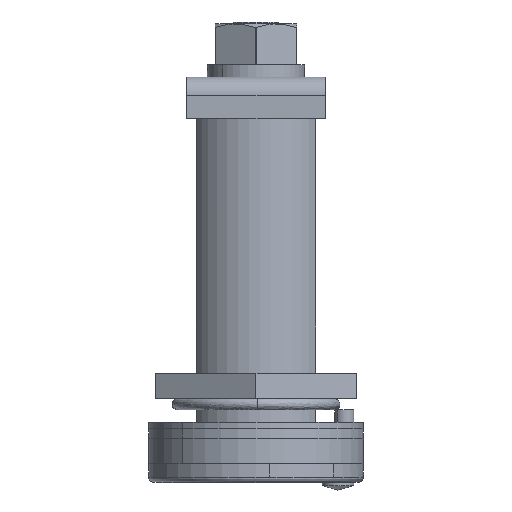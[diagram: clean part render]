
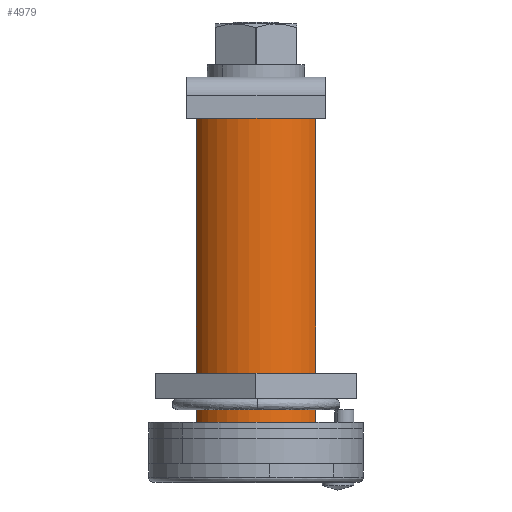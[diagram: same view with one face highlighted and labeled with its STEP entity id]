
A CAD part, top view. The second image highlights one B-rep face of the part: STEP entity #4979.
In plain terms, the highlighted free-form (B-spline) face has degree [1, 2] with [2, 3] control points.
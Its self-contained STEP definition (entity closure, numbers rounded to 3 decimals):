
#2725=CARTESIAN_POINT('',(7.,9.5,-5.545));
#2726=VERTEX_POINT('',#2725);
#2761=CARTESIAN_POINT('',(58.0,9.5,-5.545));
#2762=VERTEX_POINT('',#2761);
#2776=CARTESIAN_POINT('',(7.,9.5,-5.545));
#2777=CARTESIAN_POINT('',(58.0,9.5,-5.545));
#2778=QUASI_UNIFORM_CURVE('',1,(#2776,#2777),.UNSPECIFIED.,.F.,.U.);
#2779=EDGE_CURVE('',#2726,#2762,#2778,.T.);
#2789=CARTESIAN_POINT('',(7.,-9.5,-5.545));
#2790=VERTEX_POINT('',#2789);
#2791=CARTESIAN_POINT('',(58.0,-9.5,-5.545));
#2792=VERTEX_POINT('',#2791);
#2793=CARTESIAN_POINT('',(7.,-9.5,-5.545));
#2794=CARTESIAN_POINT('',(58.0,-9.5,-5.545));
#2795=QUASI_UNIFORM_CURVE('',1,(#2793,#2794),.UNSPECIFIED.,.F.,.U.);
#2796=EDGE_CURVE('',#2790,#2792,#2795,.T.);
#4653=CARTESIAN_POINT('',(7.,9.5,-5.545));
#4654=CARTESIAN_POINT('',(7.,9.079,-6.267));
#4655=CARTESIAN_POINT('',(7.,8.268,-7.35));
#4656=CARTESIAN_POINT('',(7.,6.926,-8.588));
#4657=CARTESIAN_POINT('',(7.,5.455,-9.618));
#4658=CARTESIAN_POINT('',(7.,3.985,-10.303));
#4659=CARTESIAN_POINT('',(7.,2.233,-10.808));
#4660=CARTESIAN_POINT('',(7.,0.511,-11.056));
#4661=CARTESIAN_POINT('',(7.,-1.497,-10.957));
#4662=CARTESIAN_POINT('',(7.,-3.277,-10.544));
#4663=CARTESIAN_POINT('',(7.,-5.169,-9.792));
#4664=CARTESIAN_POINT('',(7.,-6.988,-8.615));
#4665=CARTESIAN_POINT('',(7.,-8.517,-7.046));
#4666=CARTESIAN_POINT('',(7.,-9.229,-6.009));
#4667=CARTESIAN_POINT('',(7.,-9.5,-5.545));
#4668=B_SPLINE_CURVE_WITH_KNOTS('',3,(#4653,#4654,#4655,#4656,#4657,#4658,#4659,#4660,#4661,#4662,#4663,#4664,#4665,#4666,#4667),.UNSPECIFIED.,.F.,.U.,(4,1,1,1,1,1,1,1,1,1,1,1,4),(0.,2.508,4.031,5.465,7.883,8.869,10.929,13.079,14.871,16.394,19.171,21.321,22.934),.UNSPECIFIED.);
#4669=EDGE_CURVE('',#2726,#2790,#4668,.T.);
#4913=CARTESIAN_POINT('',(58.0,9.5,-5.545));
#4914=CARTESIAN_POINT('',(58.,9.079,-6.267));
#4915=CARTESIAN_POINT('',(58.,8.106,-7.567));
#4916=CARTESIAN_POINT('',(58.,6.464,-8.974));
#4917=CARTESIAN_POINT('',(58.,4.681,-10.017));
#4918=CARTESIAN_POINT('',(58.,2.964,-10.652));
#4919=CARTESIAN_POINT('',(58.,1.049,-10.999));
#4920=CARTESIAN_POINT('',(58.,-1.02,-11.033));
#4921=CARTESIAN_POINT('',(58.,-3.086,-10.633));
#4922=CARTESIAN_POINT('',(58.,-4.972,-9.864));
#4923=CARTESIAN_POINT('',(58.,-6.304,-9.055));
#4924=CARTESIAN_POINT('',(58.,-7.955,-7.72));
#4925=CARTESIAN_POINT('',(58.,-8.928,-6.526));
#4926=CARTESIAN_POINT('',(58.0,-9.5,-5.545));
#4927=B_SPLINE_CURVE_WITH_KNOTS('',3,(#4913,#4914,#4915,#4916,#4917,#4918,#4919,#4920,#4921,#4922,#4923,#4924,#4925,#4926),.UNSPECIFIED.,.F.,.U.,(4,1,1,1,1,1,1,1,1,1,1,4),(0.,2.508,4.838,6.45,8.69,10.302,12.273,14.871,16.573,18.365,19.53,22.934),.UNSPECIFIED.);
#4928=EDGE_CURVE('',#2762,#2792,#4927,.T.);
#4959=CARTESIAN_POINT('',(59.275,-9.692,-5.203));
#4960=CARTESIAN_POINT('',(5.693,-9.692,-5.203));
#4961=CARTESIAN_POINT('',(59.275,0.519,-24.224));
#4962=CARTESIAN_POINT('',(5.693,0.519,-24.224));
#4963=CARTESIAN_POINT('',(59.275,9.906,-4.783));
#4964=CARTESIAN_POINT('',(5.693,9.906,-4.783));
#4972=(BOUNDED_SURFACE()B_SPLINE_SURFACE(1,2,((#4959,#4961,#4963),(#4960,#4962,#4964)),.UNSPECIFIED.,.F.,.F.,.U.)B_SPLINE_SURFACE_WITH_KNOTS((2,2),(3,3),(0.0,53.582),(0.0,26.963),.UNSPECIFIED.)GEOMETRIC_REPRESENTATION_ITEM()RATIONAL_B_SPLINE_SURFACE(((1.0,0.454,1.0),(1.0,0.454,1.0)))REPRESENTATION_ITEM('')SURFACE());
#4973=ORIENTED_EDGE('',*,*,#4669,.F.);
#4974=ORIENTED_EDGE('',*,*,#2779,.T.);
#4975=ORIENTED_EDGE('',*,*,#4928,.T.);
#4976=ORIENTED_EDGE('',*,*,#2796,.F.);
#4977=EDGE_LOOP('',(#4973,#4974,#4975,#4976));
#4978=FACE_OUTER_BOUND('',#4977,.T.);
#4979=ADVANCED_FACE('',(#4978),#4972,.T.);
